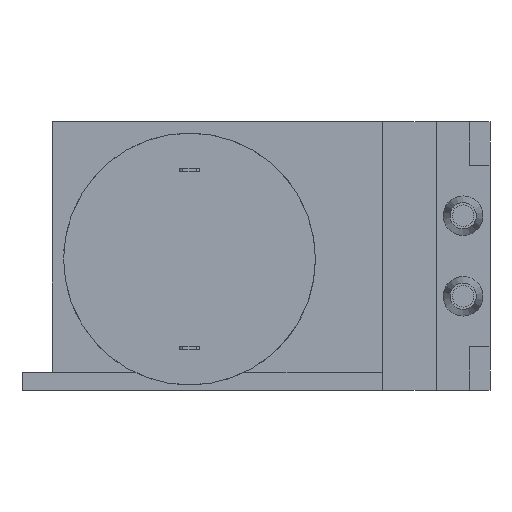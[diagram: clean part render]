
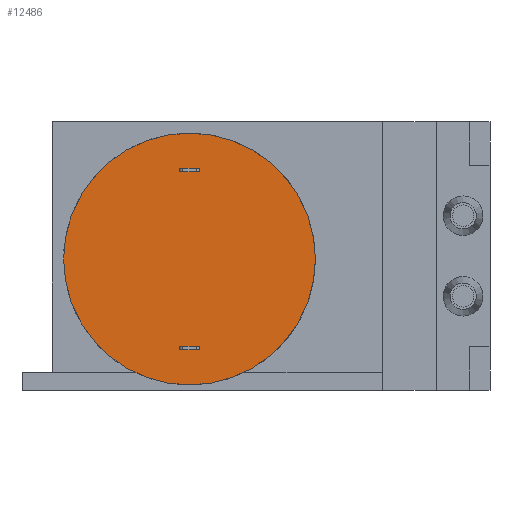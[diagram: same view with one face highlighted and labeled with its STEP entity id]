
A CAD part, front view. The second image highlights one B-rep face of the part: STEP entity #12486.
In plain terms, the highlighted planar face has unit normal (0, -1, 0).
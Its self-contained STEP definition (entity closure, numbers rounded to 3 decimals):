
#12401 = VERTEX_POINT('',#12402);
#12402 = CARTESIAN_POINT('',(43.7,-30.,19.55));
#12409 = CYLINDRICAL_SURFACE('',#12410,18.75);
#12410 = AXIS2_PLACEMENT_3D('',#12411,#12412,#12413);
#12411 = CARTESIAN_POINT('',(24.95,27.,19.55));
#12412 = DIRECTION('',(-0.,1.,0.));
#12413 = DIRECTION('',(1.,0.,0.));
#12428 = EDGE_CURVE('',#12401,#12401,#12429,.T.);
#12429 = SURFACE_CURVE('',#12430,(#12435,#12442),.PCURVE_S1.);
#12430 = CIRCLE('',#12431,18.75);
#12431 = AXIS2_PLACEMENT_3D('',#12432,#12433,#12434);
#12432 = CARTESIAN_POINT('',(24.95,-30.,19.55));
#12433 = DIRECTION('',(0.,-1.,0.));
#12434 = DIRECTION('',(1.,0.,0.));
#12435 = PCURVE('',#12409,#12436);
#12436 = DEFINITIONAL_REPRESENTATION('',(#12437),#12441);
#12437 = LINE('',#12438,#12439);
#12438 = CARTESIAN_POINT('',(-0.,-57.));
#12439 = VECTOR('',#12440,1.);
#12440 = DIRECTION('',(-1.,0.));
#12441 = ( GEOMETRIC_REPRESENTATION_CONTEXT(2) 
PARAMETRIC_REPRESENTATION_CONTEXT() REPRESENTATION_CONTEXT('2D SPACE',''
  ) );
#12442 = PCURVE('',#12443,#12448);
#12443 = PLANE('',#12444);
#12444 = AXIS2_PLACEMENT_3D('',#12445,#12446,#12447);
#12445 = CARTESIAN_POINT('',(24.95,-30.,19.55));
#12446 = DIRECTION('',(0.,-1.,0.));
#12447 = DIRECTION('',(0.,0.,-1.));
#12448 = DEFINITIONAL_REPRESENTATION('',(#12449),#12453);
#12449 = CIRCLE('',#12450,18.75);
#12450 = AXIS2_PLACEMENT_2D('',#12451,#12452);
#12451 = CARTESIAN_POINT('',(0.,0.));
#12452 = DIRECTION('',(0.,1.));
#12453 = ( GEOMETRIC_REPRESENTATION_CONTEXT(2) 
PARAMETRIC_REPRESENTATION_CONTEXT() REPRESENTATION_CONTEXT('2D SPACE',''
  ) );
#12486 = ADVANCED_FACE('',(#12487),#12443,.T.);
#12487 = FACE_BOUND('',#12488,.T.);
#12488 = EDGE_LOOP('',(#12489));
#12489 = ORIENTED_EDGE('',*,*,#12428,.T.);
